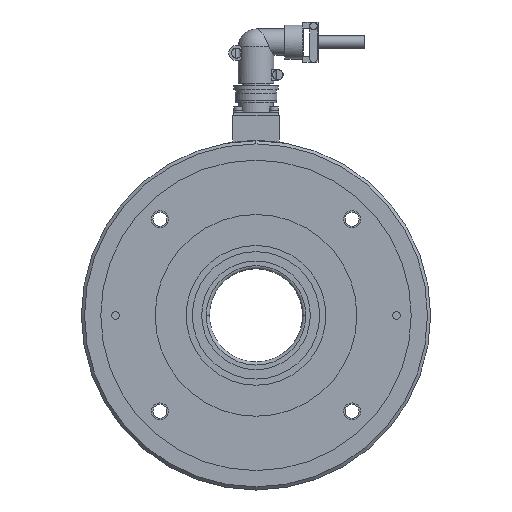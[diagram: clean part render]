
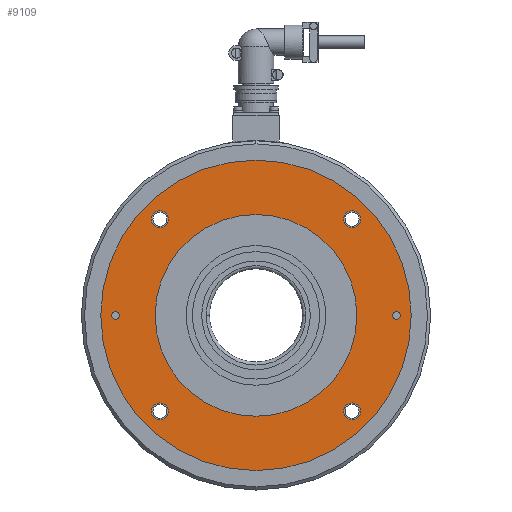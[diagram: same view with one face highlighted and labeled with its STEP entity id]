
A CAD part, left-side view. The second image highlights one B-rep face of the part: STEP entity #9109.
In plain terms, the highlighted face is planar.
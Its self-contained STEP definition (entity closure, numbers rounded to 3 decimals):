
#8459=CARTESIAN_POINT('',(3.1,100.0,0.0));
#8460=VERTEX_POINT('',#8459);
#8469=CARTESIAN_POINT('',(3.1,-100.0,0.));
#8470=VERTEX_POINT('',#8469);
#8471=CARTESIAN_POINT('',(3.1,0.0,0.0));
#8472=DIRECTION('',(1.0,0.0,0.0));
#8473=DIRECTION('',(0.0,1.0,0.0));
#8474=AXIS2_PLACEMENT_3D('',#8471,#8472,#8473);
#8475=CIRCLE('',#8474,100.0);
#8476=EDGE_CURVE('',#8470,#8460,#8475,.T.);
#8629=CARTESIAN_POINT('',(3.1,65.0,0.0));
#8630=VERTEX_POINT('',#8629);
#8646=CARTESIAN_POINT('',(3.1,-65.0,0.));
#8647=VERTEX_POINT('',#8646);
#8654=CARTESIAN_POINT('',(3.1,0.0,0.0));
#8655=DIRECTION('',(1.0,0.0,0.0));
#8656=DIRECTION('',(0.0,1.0,0.0));
#8657=AXIS2_PLACEMENT_3D('',#8654,#8655,#8656);
#8658=CIRCLE('',#8657,65.0);
#8659=EDGE_CURVE('',#8647,#8630,#8658,.T.);
#8671=CARTESIAN_POINT('',(3.1,61.872,-56.372));
#8672=VERTEX_POINT('',#8671);
#8688=CARTESIAN_POINT('',(3.1,61.872,-67.372));
#8689=VERTEX_POINT('',#8688);
#8696=CARTESIAN_POINT('',(3.1,61.872,-61.872));
#8697=DIRECTION('',(-1.0,0.0,0.0));
#8698=DIRECTION('',(0.0,0.0,1.0));
#8699=AXIS2_PLACEMENT_3D('',#8696,#8697,#8698);
#8700=CIRCLE('',#8699,5.5);
#8701=EDGE_CURVE('',#8672,#8689,#8700,.T.);
#8713=CARTESIAN_POINT('',(3.1,90.5,2.5));
#8714=VERTEX_POINT('',#8713);
#8730=CARTESIAN_POINT('',(3.1,90.5,-2.5));
#8731=VERTEX_POINT('',#8730);
#8738=CARTESIAN_POINT('',(3.1,90.5,0.));
#8739=DIRECTION('',(-1.0,0.0,0.0));
#8740=DIRECTION('',(0.0,0.0,1.0));
#8741=AXIS2_PLACEMENT_3D('',#8738,#8739,#8740);
#8742=CIRCLE('',#8741,2.5);
#8743=EDGE_CURVE('',#8714,#8731,#8742,.T.);
#8755=CARTESIAN_POINT('',(3.1,-56.372,-61.872));
#8756=VERTEX_POINT('',#8755);
#8772=CARTESIAN_POINT('',(3.1,-67.372,-61.872));
#8773=VERTEX_POINT('',#8772);
#8780=CARTESIAN_POINT('',(3.1,-61.872,-61.872));
#8781=DIRECTION('',(-1.0,0.0,0.0));
#8782=DIRECTION('',(0.0,1.0,0.0));
#8783=AXIS2_PLACEMENT_3D('',#8780,#8781,#8782);
#8784=CIRCLE('',#8783,5.5);
#8785=EDGE_CURVE('',#8756,#8773,#8784,.T.);
#8797=CARTESIAN_POINT('',(3.1,-61.872,56.372));
#8798=VERTEX_POINT('',#8797);
#8814=CARTESIAN_POINT('',(3.1,-61.872,67.372));
#8815=VERTEX_POINT('',#8814);
#8822=CARTESIAN_POINT('',(3.1,-61.872,61.872));
#8823=DIRECTION('',(-1.0,0.0,0.0));
#8824=DIRECTION('',(0.0,0.0,-1.0));
#8825=AXIS2_PLACEMENT_3D('',#8822,#8823,#8824);
#8826=CIRCLE('',#8825,5.5);
#8827=EDGE_CURVE('',#8798,#8815,#8826,.T.);
#8839=CARTESIAN_POINT('',(3.1,56.372,61.872));
#8840=VERTEX_POINT('',#8839);
#8856=CARTESIAN_POINT('',(3.1,67.372,61.872));
#8857=VERTEX_POINT('',#8856);
#8864=CARTESIAN_POINT('',(3.1,61.872,61.872));
#8865=DIRECTION('',(-1.0,0.0,0.0));
#8866=DIRECTION('',(0.0,-1.0,0.0));
#8867=AXIS2_PLACEMENT_3D('',#8864,#8865,#8866);
#8868=CIRCLE('',#8867,5.5);
#8869=EDGE_CURVE('',#8840,#8857,#8868,.T.);
#8881=CARTESIAN_POINT('',(3.1,-90.5,-2.5));
#8882=VERTEX_POINT('',#8881);
#8898=CARTESIAN_POINT('',(3.1,-90.5,2.5));
#8899=VERTEX_POINT('',#8898);
#8906=CARTESIAN_POINT('',(3.1,-90.5,0.));
#8907=DIRECTION('',(-1.0,0.0,0.0));
#8908=DIRECTION('',(0.0,0.0,-1.0));
#8909=AXIS2_PLACEMENT_3D('',#8906,#8907,#8908);
#8910=CIRCLE('',#8909,2.5);
#8911=EDGE_CURVE('',#8882,#8899,#8910,.T.);
#8922=CARTESIAN_POINT('',(3.1,-90.5,0.));
#8923=DIRECTION('',(-1.0,0.0,0.0));
#8924=DIRECTION('',(0.0,0.0,-1.0));
#8925=AXIS2_PLACEMENT_3D('',#8922,#8923,#8924);
#8926=CIRCLE('',#8925,2.5);
#8927=EDGE_CURVE('',#8899,#8882,#8926,.T.);
#8946=CARTESIAN_POINT('',(3.1,61.872,61.872));
#8947=DIRECTION('',(-1.0,0.0,0.0));
#8948=DIRECTION('',(0.0,-1.0,0.0));
#8949=AXIS2_PLACEMENT_3D('',#8946,#8947,#8948);
#8950=CIRCLE('',#8949,5.5);
#8951=EDGE_CURVE('',#8857,#8840,#8950,.T.);
#8970=CARTESIAN_POINT('',(3.1,-61.872,61.872));
#8971=DIRECTION('',(-1.0,0.0,0.0));
#8972=DIRECTION('',(0.0,0.0,-1.0));
#8973=AXIS2_PLACEMENT_3D('',#8970,#8971,#8972);
#8974=CIRCLE('',#8973,5.5);
#8975=EDGE_CURVE('',#8815,#8798,#8974,.T.);
#8994=CARTESIAN_POINT('',(3.1,-61.872,-61.872));
#8995=DIRECTION('',(-1.0,0.0,0.0));
#8996=DIRECTION('',(0.0,1.0,0.0));
#8997=AXIS2_PLACEMENT_3D('',#8994,#8995,#8996);
#8998=CIRCLE('',#8997,5.5);
#8999=EDGE_CURVE('',#8773,#8756,#8998,.T.);
#9018=CARTESIAN_POINT('',(3.1,90.5,0.));
#9019=DIRECTION('',(-1.0,0.0,0.0));
#9020=DIRECTION('',(0.0,0.0,1.0));
#9021=AXIS2_PLACEMENT_3D('',#9018,#9019,#9020);
#9022=CIRCLE('',#9021,2.5);
#9023=EDGE_CURVE('',#8731,#8714,#9022,.T.);
#9042=CARTESIAN_POINT('',(3.1,61.872,-61.872));
#9043=DIRECTION('',(-1.0,0.0,0.0));
#9044=DIRECTION('',(0.0,0.0,1.0));
#9045=AXIS2_PLACEMENT_3D('',#9042,#9043,#9044);
#9046=CIRCLE('',#9045,5.5);
#9047=EDGE_CURVE('',#8689,#8672,#9046,.T.);
#9060=CARTESIAN_POINT('',(3.1,82.5,0.0));
#9061=DIRECTION('',(1.0,0.0,0.0));
#9062=DIRECTION('',(0.0,0.0,-1.0));
#9063=AXIS2_PLACEMENT_3D('',#9060,#9061,#9062);
#9064=PLANE('',#9063);
#9065=CARTESIAN_POINT('',(3.1,0.0,0.0));
#9066=DIRECTION('',(1.0,0.0,0.0));
#9067=DIRECTION('',(0.0,1.0,0.0));
#9068=AXIS2_PLACEMENT_3D('',#9065,#9066,#9067);
#9069=CIRCLE('',#9068,100.0);
#9070=EDGE_CURVE('',#8460,#8470,#9069,.T.);
#9071=ORIENTED_EDGE('',*,*,#9070,.T.);
#9072=ORIENTED_EDGE('',*,*,#8476,.T.);
#9073=EDGE_LOOP('',(#9071,#9072));
#9074=FACE_OUTER_BOUND('',#9073,.T.);
#9075=ORIENTED_EDGE('',*,*,#8927,.T.);
#9076=ORIENTED_EDGE('',*,*,#8911,.T.);
#9077=EDGE_LOOP('',(#9075,#9076));
#9078=FACE_BOUND('',#9077,.T.);
#9079=ORIENTED_EDGE('',*,*,#8951,.T.);
#9080=ORIENTED_EDGE('',*,*,#8869,.T.);
#9081=EDGE_LOOP('',(#9079,#9080));
#9082=FACE_BOUND('',#9081,.T.);
#9083=ORIENTED_EDGE('',*,*,#8975,.T.);
#9084=ORIENTED_EDGE('',*,*,#8827,.T.);
#9085=EDGE_LOOP('',(#9083,#9084));
#9086=FACE_BOUND('',#9085,.T.);
#9087=ORIENTED_EDGE('',*,*,#8999,.T.);
#9088=ORIENTED_EDGE('',*,*,#8785,.T.);
#9089=EDGE_LOOP('',(#9087,#9088));
#9090=FACE_BOUND('',#9089,.T.);
#9091=ORIENTED_EDGE('',*,*,#9023,.T.);
#9092=ORIENTED_EDGE('',*,*,#8743,.T.);
#9093=EDGE_LOOP('',(#9091,#9092));
#9094=FACE_BOUND('',#9093,.T.);
#9095=ORIENTED_EDGE('',*,*,#9047,.T.);
#9096=ORIENTED_EDGE('',*,*,#8701,.T.);
#9097=EDGE_LOOP('',(#9095,#9096));
#9098=FACE_BOUND('',#9097,.T.);
#9099=CARTESIAN_POINT('',(3.1,0.0,0.0));
#9100=DIRECTION('',(1.0,0.0,0.0));
#9101=DIRECTION('',(0.0,1.0,0.0));
#9102=AXIS2_PLACEMENT_3D('',#9099,#9100,#9101);
#9103=CIRCLE('',#9102,65.0);
#9104=EDGE_CURVE('',#8630,#8647,#9103,.T.);
#9105=ORIENTED_EDGE('',*,*,#9104,.F.);
#9106=ORIENTED_EDGE('',*,*,#8659,.F.);
#9107=EDGE_LOOP('',(#9105,#9106));
#9108=FACE_BOUND('',#9107,.T.);
#9109=ADVANCED_FACE('',(#9074,#9078,#9082,#9086,#9090,#9094,#9098,#9108),#9064,.T.);
